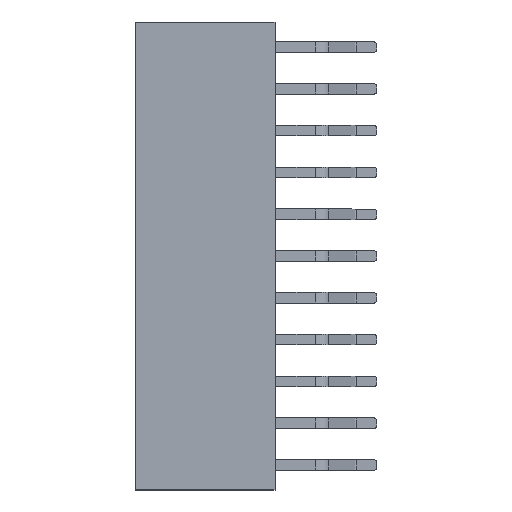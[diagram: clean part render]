
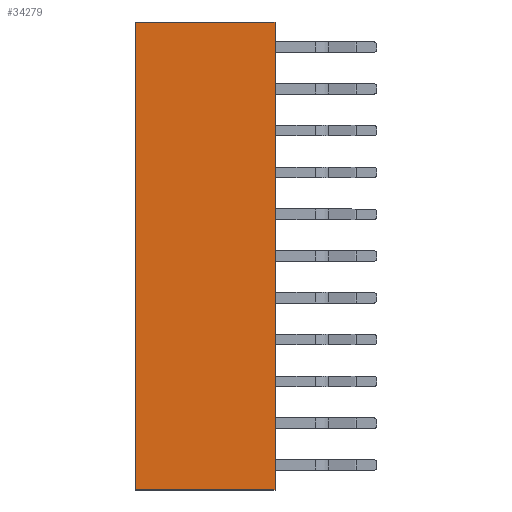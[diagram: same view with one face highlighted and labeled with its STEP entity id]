
A CAD part, top view. The second image highlights one B-rep face of the part: STEP entity #34279.
In plain terms, the highlighted planar face has unit normal (0, 0, 1).
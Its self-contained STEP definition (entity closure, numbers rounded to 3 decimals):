
#3990=ORIENTED_EDGE('',*,*,#10166,.F.);
#3991=ORIENTED_EDGE('',*,*,#10176,.F.);
#3992=ORIENTED_EDGE('',*,*,#10170,.T.);
#3993=ORIENTED_EDGE('',*,*,#10177,.T.);
#10166=EDGE_CURVE('',#13186,#13187,#16130,.T.);
#10170=EDGE_CURVE('',#13189,#13188,#16134,.T.);
#10176=EDGE_CURVE('',#13189,#13186,#16140,.T.);
#10177=EDGE_CURVE('',#13188,#13187,#16141,.T.);
#13186=VERTEX_POINT('',#47850);
#13187=VERTEX_POINT('',#47852);
#13188=VERTEX_POINT('',#47857);
#13189=VERTEX_POINT('',#47859);
#16130=LINE('',#47851,#19432);
#16134=LINE('',#47858,#19436);
#16140=LINE('',#47869,#19442);
#16141=LINE('',#47870,#19443);
#19432=VECTOR('',#40232,1000.);
#19436=VECTOR('',#40238,1000.);
#19442=VECTOR('',#40248,1000.);
#19443=VECTOR('',#40249,1000.);
#21133=EDGE_LOOP('',(#3990,#3991,#3992,#3993));
#22541=FACE_BOUND('',#21133,.T.);
#23917=PLANE('',#35650);
#34279=ADVANCED_FACE('',(#22541),#23917,.T.);
#35650=AXIS2_PLACEMENT_3D('',#47868,#40246,#40247);
#40232=DIRECTION('',(0.,1.,0.));
#40238=DIRECTION('',(0.,1.,0.));
#40246=DIRECTION('',(0.,0.,1.));
#40247=DIRECTION('',(0.,-1.,0.));
#40248=DIRECTION('',(-1.,0.,0.));
#40249=DIRECTION('',(-1.,0.,0.));
#47850=CARTESIAN_POINT('',(-14.22,-4.25,2.5));
#47851=CARTESIAN_POINT('',(-14.22,-4.25,2.5));
#47852=CARTESIAN_POINT('',(-14.22,4.25,2.5));
#47857=CARTESIAN_POINT('',(14.22,4.25,2.5));
#47858=CARTESIAN_POINT('',(14.22,-4.25,2.5));
#47859=CARTESIAN_POINT('',(14.22,-4.25,2.5));
#47868=CARTESIAN_POINT('',(14.22,-4.25,2.5));
#47869=CARTESIAN_POINT('',(14.22,-4.25,2.5));
#47870=CARTESIAN_POINT('',(14.22,4.25,2.5));
